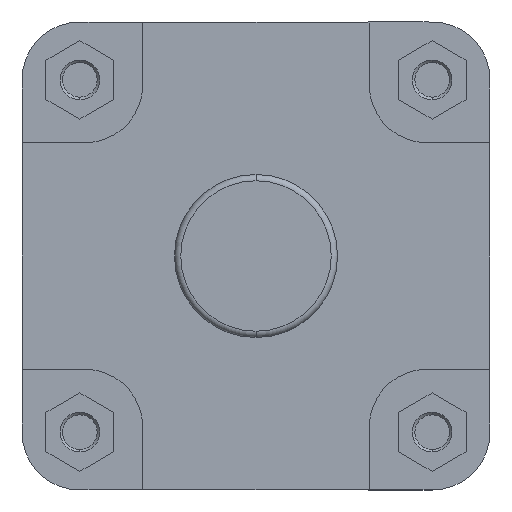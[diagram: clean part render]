
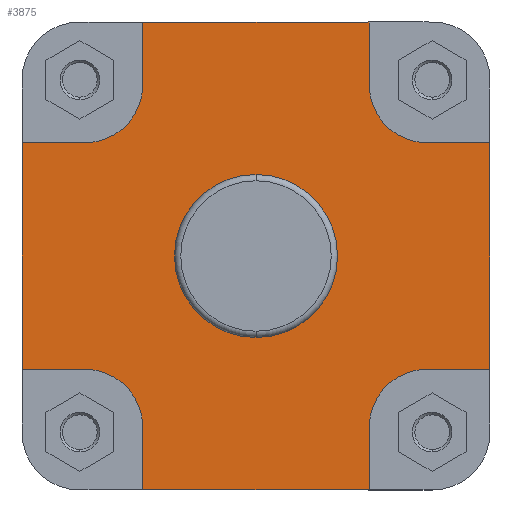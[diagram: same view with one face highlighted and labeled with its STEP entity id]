
A CAD part, left-side view. The second image highlights one B-rep face of the part: STEP entity #3875.
In plain terms, the highlighted planar face has unit normal (-1, 0, 0).
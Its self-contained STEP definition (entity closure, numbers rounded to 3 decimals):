
#176 = CIRCLE ( 'NONE', #1632, 23. ) ;
#180 = LINE ( 'NONE', #2136, #253 ) ;
#253 = VECTOR ( 'NONE', #2482, 1000. ) ;
#1077 = FACE_OUTER_BOUND ( 'NONE', #6610, .T. ) ;
#1084 = FACE_BOUND ( 'NONE', #6644, .T. ) ;
#1230 = EDGE_CURVE ( 'NONE', #2146, #2253, #176, .T. ) ;
#1231 = EDGE_CURVE ( 'NONE', #2214, #2146, #180, .T. ) ;
#1632 = AXIS2_PLACEMENT_3D ( 'NONE', #2479, #2137, #2480 ) ;
#1870 = AXIS2_PLACEMENT_3D ( 'NONE', #4874, #4886, #4887 ) ;
#2049 = AXIS2_PLACEMENT_3D ( 'NONE', #6092, #6093, #6094 ) ;
#2081 = AXIS2_PLACEMENT_3D ( 'NONE', #6303, #6328, #6329 ) ;
#2093 = AXIS2_PLACEMENT_3D ( 'NONE', #6363, #6371, #6372 ) ;
#2096 = AXIS2_PLACEMENT_3D ( 'NONE', #6378, #6385, #6386 ) ;
#2097 = AXIS2_PLACEMENT_3D ( 'NONE', #6375, #6394, #6395 ) ;
#2136 = CARTESIAN_POINT ( 'NONE',  ( 55., 45., -93. ) ) ;
#2137 = DIRECTION ( 'NONE',  ( -1., 0., 0. ) ) ;
#2145 = VERTEX_POINT ( 'NONE', #4202 ) ;
#2146 = VERTEX_POINT ( 'NONE', #4203 ) ;
#2172 = VERTEX_POINT ( 'NONE', #4229 ) ;
#2174 = VERTEX_POINT ( 'NONE', #4231 ) ;
#2179 = VERTEX_POINT ( 'NONE', #4236 ) ;
#2191 = VERTEX_POINT ( 'NONE', #4248 ) ;
#2200 = VERTEX_POINT ( 'NONE', #4257 ) ;
#2214 = VERTEX_POINT ( 'NONE', #4271 ) ;
#2231 = VERTEX_POINT ( 'NONE', #4288 ) ;
#2236 = VERTEX_POINT ( 'NONE', #4293 ) ;
#2249 = VERTEX_POINT ( 'NONE', #4306 ) ;
#2253 = VERTEX_POINT ( 'NONE', #4310 ) ;
#2255 = VERTEX_POINT ( 'NONE', #4312 ) ;
#2256 = VERTEX_POINT ( 'NONE', #4313 ) ;
#2260 = VERTEX_POINT ( 'NONE', #4317 ) ;
#2262 = VERTEX_POINT ( 'NONE', #4319 ) ;
#2274 = VERTEX_POINT ( 'NONE', #4331 ) ;
#2276 = VERTEX_POINT ( 'NONE', #4333 ) ;
#2479 = CARTESIAN_POINT ( 'NONE',  ( 55., 68., -68. ) ) ;
#2480 = DIRECTION ( 'NONE',  ( 0., 0., -1. ) ) ;
#2482 = DIRECTION ( 'NONE',  ( 0., 0., 1. ) ) ;
#3875 = ADVANCED_FACE ( 'NONE', ( #1084, #1077 ), #4885, .F. ) ;
#4202 = CARTESIAN_POINT ( 'NONE',  ( 55., -45., 93. ) ) ;
#4203 = CARTESIAN_POINT ( 'NONE',  ( 55., 45., -68. ) ) ;
#4229 = CARTESIAN_POINT ( 'NONE',  ( 55., 68., 45. ) ) ;
#4231 = CARTESIAN_POINT ( 'NONE',  ( 55., -45., -93. ) ) ;
#4236 = CARTESIAN_POINT ( 'NONE',  ( 55., -93., 45. ) ) ;
#4248 = CARTESIAN_POINT ( 'NONE',  ( 55., 45., 93. ) ) ;
#4257 = CARTESIAN_POINT ( 'NONE',  ( 55., 0., 32.4 ) ) ;
#4271 = CARTESIAN_POINT ( 'NONE',  ( 55., 45., -93. ) ) ;
#4288 = CARTESIAN_POINT ( 'NONE',  ( 55., 93., 45. ) ) ;
#4293 = CARTESIAN_POINT ( 'NONE',  ( 55., -45., -68. ) ) ;
#4306 = CARTESIAN_POINT ( 'NONE',  ( 55., 93., -45. ) ) ;
#4310 = CARTESIAN_POINT ( 'NONE',  ( 55., 68., -45. ) ) ;
#4312 = CARTESIAN_POINT ( 'NONE',  ( 55., -93., -45. ) ) ;
#4313 = CARTESIAN_POINT ( 'NONE',  ( 55., -68., -45. ) ) ;
#4317 = CARTESIAN_POINT ( 'NONE',  ( 55., 0., -32.4 ) ) ;
#4319 = CARTESIAN_POINT ( 'NONE',  ( 55., -45., 68. ) ) ;
#4331 = CARTESIAN_POINT ( 'NONE',  ( 55., 45., 68. ) ) ;
#4333 = CARTESIAN_POINT ( 'NONE',  ( 55., -68., 45. ) ) ;
#4874 = CARTESIAN_POINT ( 'NONE',  ( 55., 32.4, 0. ) ) ;
#4885 = PLANE ( 'NONE',  #1870 ) ;
#4886 = DIRECTION ( 'NONE',  ( 1., 0., 0. ) ) ;
#4887 = DIRECTION ( 'NONE',  ( 0., 0., -1. ) ) ;
#5751 = CIRCLE ( 'NONE', #2049, 32.4 ) ;
#5912 = CIRCLE ( 'NONE', #2081, 32.4 ) ;
#5930 = LINE ( 'NONE', #6373, #5934 ) ;
#5931 = LINE ( 'NONE', #6387, #5933 ) ;
#5933 = VECTOR ( 'NONE', #6388, 1000. ) ;
#5934 = VECTOR ( 'NONE', #6374, 1000. ) ;
#5936 = LINE ( 'NONE', #6368, #5940 ) ;
#5937 = CIRCLE ( 'NONE', #2093, 23. ) ;
#5938 = LINE ( 'NONE', #6376, #5939 ) ;
#5939 = VECTOR ( 'NONE', #6377, 1000. ) ;
#5940 = VECTOR ( 'NONE', #6379, 1000. ) ;
#5941 = LINE ( 'NONE', #6396, #5946 ) ;
#5942 = LINE ( 'NONE', #6380, #5943 ) ;
#5943 = VECTOR ( 'NONE', #6381, 1000. ) ;
#5944 = LINE ( 'NONE', #6382, #5945 ) ;
#5945 = VECTOR ( 'NONE', #6383, 1000. ) ;
#5946 = VECTOR ( 'NONE', #6397, 1000. ) ;
#5947 = CIRCLE ( 'NONE', #2096, 23. ) ;
#5948 = LINE ( 'NONE', #6389, #5949 ) ;
#5949 = VECTOR ( 'NONE', #6390, 1000. ) ;
#5950 = LINE ( 'NONE', #6391, #5951 ) ;
#5951 = VECTOR ( 'NONE', #6392, 1000. ) ;
#5953 = CIRCLE ( 'NONE', #2097, 23. ) ;
#5954 = LINE ( 'NONE', #6398, #5955 ) ;
#5955 = VECTOR ( 'NONE', #6399, 1000. ) ;
#5956 = LINE ( 'NONE', #6401, #5957 ) ;
#5957 = VECTOR ( 'NONE', #6402, 1000. ) ;
#6092 = CARTESIAN_POINT ( 'NONE',  ( 55., 0., 0. ) ) ;
#6093 = DIRECTION ( 'NONE',  ( -1., 0., 0. ) ) ;
#6094 = DIRECTION ( 'NONE',  ( 0., 0., 1. ) ) ;
#6303 = CARTESIAN_POINT ( 'NONE',  ( 55., 0., 0. ) ) ;
#6328 = DIRECTION ( 'NONE',  ( -1., 0., 0. ) ) ;
#6329 = DIRECTION ( 'NONE',  ( 0., 0., 1. ) ) ;
#6363 = CARTESIAN_POINT ( 'NONE',  ( 55., -68., -68. ) ) ;
#6368 = CARTESIAN_POINT ( 'NONE',  ( 55., -45., -68. ) ) ;
#6371 = DIRECTION ( 'NONE',  ( -1., 0., 0. ) ) ;
#6372 = DIRECTION ( 'NONE',  ( 0., 0., -1. ) ) ;
#6373 = CARTESIAN_POINT ( 'NONE',  ( 55., -93., -45. ) ) ;
#6374 = DIRECTION ( 'NONE',  ( 0., 1., 0. ) ) ;
#6375 = CARTESIAN_POINT ( 'NONE',  ( 55., 68., 68. ) ) ;
#6376 = CARTESIAN_POINT ( 'NONE',  ( 55., -204.741, -93. ) ) ;
#6377 = DIRECTION ( 'NONE',  ( 0., -1., 0. ) ) ;
#6378 = CARTESIAN_POINT ( 'NONE',  ( 55., -68., 68. ) ) ;
#6379 = DIRECTION ( 'NONE',  ( 0., 0., -1. ) ) ;
#6380 = CARTESIAN_POINT ( 'NONE',  ( 55., -93., 0. ) ) ;
#6381 = DIRECTION ( 'NONE',  ( 0., 0., 1. ) ) ;
#6382 = CARTESIAN_POINT ( 'NONE',  ( 55., -68., 45. ) ) ;
#6383 = DIRECTION ( 'NONE',  ( 0., -1., 0. ) ) ;
#6385 = DIRECTION ( 'NONE',  ( -1., 0., 0. ) ) ;
#6386 = DIRECTION ( 'NONE',  ( 0., 0., -1. ) ) ;
#6387 = CARTESIAN_POINT ( 'NONE',  ( 55., -45., 93. ) ) ;
#6388 = DIRECTION ( 'NONE',  ( 0., 0., -1. ) ) ;
#6389 = CARTESIAN_POINT ( 'NONE',  ( 55., -204.741, 93. ) ) ;
#6390 = DIRECTION ( 'NONE',  ( 0., -1., 0. ) ) ;
#6391 = CARTESIAN_POINT ( 'NONE',  ( 55., 45., 68. ) ) ;
#6392 = DIRECTION ( 'NONE',  ( 0., 0., 1. ) ) ;
#6394 = DIRECTION ( 'NONE',  ( -1., 0., 0. ) ) ;
#6395 = DIRECTION ( 'NONE',  ( 0., 0., -1. ) ) ;
#6396 = CARTESIAN_POINT ( 'NONE',  ( 55., 93., 45. ) ) ;
#6397 = DIRECTION ( 'NONE',  ( 0., -1., 0. ) ) ;
#6398 = CARTESIAN_POINT ( 'NONE',  ( 55., 93., 0. ) ) ;
#6399 = DIRECTION ( 'NONE',  ( 0., 0., 1. ) ) ;
#6401 = CARTESIAN_POINT ( 'NONE',  ( 55., 68., -45. ) ) ;
#6402 = DIRECTION ( 'NONE',  ( 0., 1., 0. ) ) ;
#6610 = EDGE_LOOP ( 'NONE', ( #6985, #6984, #6983, #6982, #6981, #6980, #6979, #6978, #6977, #6976, #6975, #6974, #6973, #6972, #6971, #6970 ) ) ;
#6644 = EDGE_LOOP ( 'NONE', ( #6987, #6986 ) ) ;
#6970 = ORIENTED_EDGE ( 'NONE', *, *, #1231, .F. ) ;
#6971 = ORIENTED_EDGE ( 'NONE', *, *, #1230, .F. ) ;
#6972 = ORIENTED_EDGE ( 'NONE', *, *, #7239, .F. ) ;
#6973 = ORIENTED_EDGE ( 'NONE', *, *, #7238, .F. ) ;
#6974 = ORIENTED_EDGE ( 'NONE', *, *, #7237, .F. ) ;
#6975 = ORIENTED_EDGE ( 'NONE', *, *, #7236, .F. ) ;
#6976 = ORIENTED_EDGE ( 'NONE', *, *, #7235, .F. ) ;
#6977 = ORIENTED_EDGE ( 'NONE', *, *, #7234, .F. ) ;
#6978 = ORIENTED_EDGE ( 'NONE', *, *, #7233, .F. ) ;
#6979 = ORIENTED_EDGE ( 'NONE', *, *, #7232, .F. ) ;
#6980 = ORIENTED_EDGE ( 'NONE', *, *, #7231, .F. ) ;
#6981 = ORIENTED_EDGE ( 'NONE', *, *, #7230, .T. ) ;
#6982 = ORIENTED_EDGE ( 'NONE', *, *, #7227, .F. ) ;
#6983 = ORIENTED_EDGE ( 'NONE', *, *, #7226, .F. ) ;
#6984 = ORIENTED_EDGE ( 'NONE', *, *, #7229, .F. ) ;
#6985 = ORIENTED_EDGE ( 'NONE', *, *, #7228, .T. ) ;
#6986 = ORIENTED_EDGE ( 'NONE', *, *, #7210, .F. ) ;
#6987 = ORIENTED_EDGE ( 'NONE', *, *, #7110, .F. ) ;
#7110 = EDGE_CURVE ( 'NONE', #2200, #2260, #5751, .T. ) ;
#7210 = EDGE_CURVE ( 'NONE', #2260, #2200, #5912, .T. ) ;
#7226 = EDGE_CURVE ( 'NONE', #2256, #2236, #5937, .T. ) ;
#7227 = EDGE_CURVE ( 'NONE', #2255, #2256, #5930, .T. ) ;
#7228 = EDGE_CURVE ( 'NONE', #2214, #2174, #5938, .T. ) ;
#7229 = EDGE_CURVE ( 'NONE', #2236, #2174, #5936, .T. ) ;
#7230 = EDGE_CURVE ( 'NONE', #2255, #2179, #5942, .T. ) ;
#7231 = EDGE_CURVE ( 'NONE', #2276, #2179, #5944, .T. ) ;
#7232 = EDGE_CURVE ( 'NONE', #2262, #2276, #5947, .T. ) ;
#7233 = EDGE_CURVE ( 'NONE', #2145, #2262, #5931, .T. ) ;
#7234 = EDGE_CURVE ( 'NONE', #2191, #2145, #5948, .T. ) ;
#7235 = EDGE_CURVE ( 'NONE', #2274, #2191, #5950, .T. ) ;
#7236 = EDGE_CURVE ( 'NONE', #2172, #2274, #5953, .T. ) ;
#7237 = EDGE_CURVE ( 'NONE', #2231, #2172, #5941, .T. ) ;
#7238 = EDGE_CURVE ( 'NONE', #2249, #2231, #5954, .T. ) ;
#7239 = EDGE_CURVE ( 'NONE', #2253, #2249, #5956, .T. ) ;
